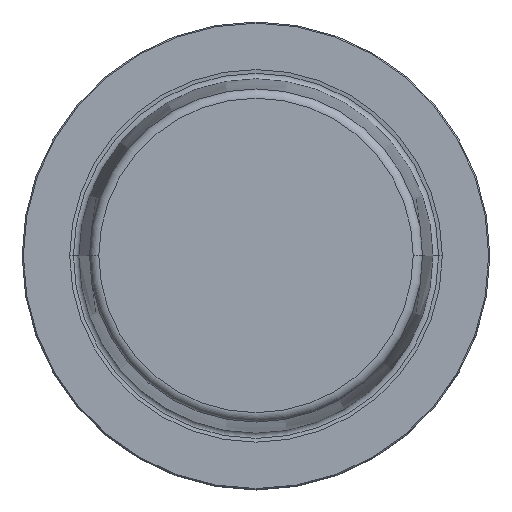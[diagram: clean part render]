
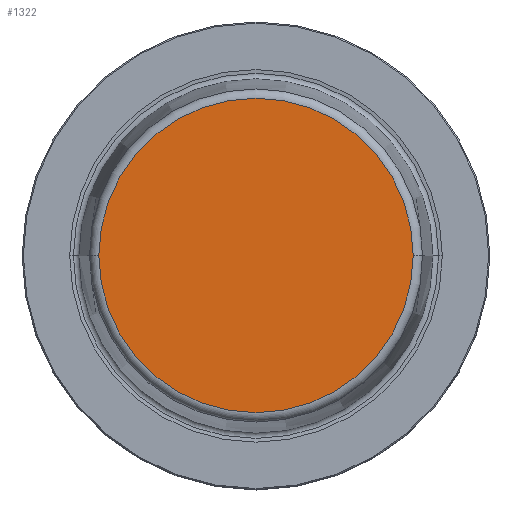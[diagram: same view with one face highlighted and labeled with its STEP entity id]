
A CAD part, top view. The second image highlights one B-rep face of the part: STEP entity #1322.
In plain terms, the highlighted planar face has unit normal (0, 0, 1).
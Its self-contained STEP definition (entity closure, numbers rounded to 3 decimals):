
#329=CARTESIAN_POINT('',(0.,0.,39.9));
#330=DIRECTION('',(0.,0.,1.));
#331=DIRECTION('',(1.,0.,0.));
#332=AXIS2_PLACEMENT_3D('',#329,#330,#331);
#337=CARTESIAN_POINT('',(0.,0.,39.9));
#338=DIRECTION('',(0.,0.,-1.));
#339=DIRECTION('',(1.,0.,0.));
#340=AXIS2_PLACEMENT_3D('',#337,#338,#339);
#935=CARTESIAN_POINT('',(26.886,0.,39.9));
#936=VERTEX_POINT('',#935);
#951=CARTESIAN_POINT('',(-26.886,0.,39.9));
#952=VERTEX_POINT('',#951);
#1313=CARTESIAN_POINT('',(0.,0.,39.9));
#1314=DIRECTION('',(0.,0.,-1.));
#1315=DIRECTION('',(-1.,0.,0.));
#1316=AXIS2_PLACEMENT_3D('',#1313,#1314,#1315);
#1317=PLANE('',#1316);
#1318=ORIENTED_EDGE('',*,*,#1306,.F.);
#1319=ORIENTED_EDGE('',*,*,#1295,.T.);
#1320=EDGE_LOOP('',(#1318,#1319));
#1321=FACE_OUTER_BOUND('',#1320,.F.);
#1322=ADVANCED_FACE('',(#1321),#1317,.F.);
#333=CIRCLE('',#332,26.886);
#341=CIRCLE('',#340,26.886);
#1295=EDGE_CURVE('',#936,#952,#341,.T.);
#1306=EDGE_CURVE('',#936,#952,#333,.T.);
